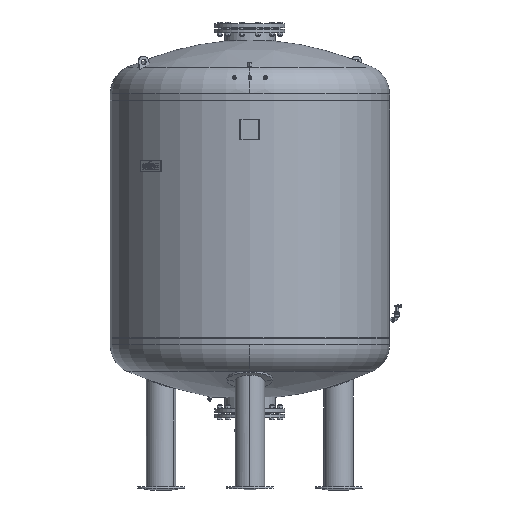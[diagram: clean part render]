
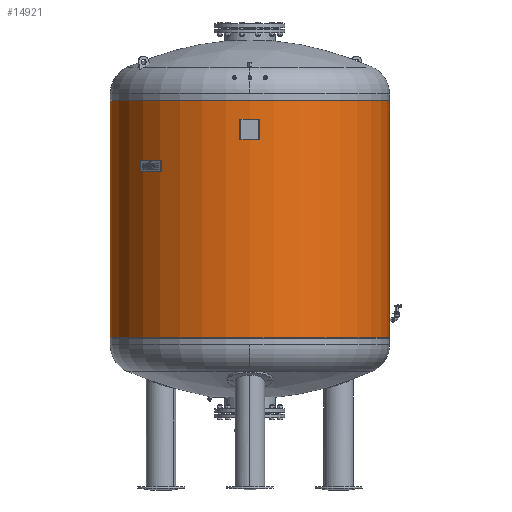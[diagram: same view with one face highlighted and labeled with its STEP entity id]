
A CAD part, front view. The second image highlights one B-rep face of the part: STEP entity #14921.
In plain terms, the highlighted cylindrical face has radius 750 mm (diameter 1500 mm), a partial arc.
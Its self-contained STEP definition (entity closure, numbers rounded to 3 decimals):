
#14880=CARTESIAN_POINT('',(0.,0.0,1781.0));
#14881=DIRECTION('',(0.,0.0,1.0));
#14882=DIRECTION('',(1.0,0.0,0.0));
#14883=AXIS2_PLACEMENT_3D('',#14880,#14881,#14882);
#14884=CYLINDRICAL_SURFACE('',#14883,750.);
#14885=CARTESIAN_POINT('',(750.,0.0,2092.0));
#14886=VERTEX_POINT('',#14885);
#14887=CARTESIAN_POINT('',(750.,0.0,822.));
#14888=VERTEX_POINT('',#14887);
#14889=CARTESIAN_POINT('',(750.,0.0,2092.0));
#14890=DIRECTION('',(0.0,0.0,-1.0));
#14891=VECTOR('',#14890,1270.);
#14892=LINE('',#14889,#14891);
#14893=EDGE_CURVE('',#14886,#14888,#14892,.T.);
#14894=ORIENTED_EDGE('',*,*,#14893,.F.);
#14895=CARTESIAN_POINT('',(-750.,0.,2092.0));
#14896=VERTEX_POINT('',#14895);
#14897=CARTESIAN_POINT('',(0.,0.0,2092.0));
#14898=DIRECTION('',(0.0,0.0,1.0));
#14899=DIRECTION('',(1.0,0.0,0.0));
#14900=AXIS2_PLACEMENT_3D('',#14897,#14898,#14899);
#14901=CIRCLE('',#14900,750.);
#14902=EDGE_CURVE('',#14896,#14886,#14901,.T.);
#14903=ORIENTED_EDGE('',*,*,#14902,.F.);
#14904=CARTESIAN_POINT('',(-750.,0.,822.));
#14905=VERTEX_POINT('',#14904);
#14906=CARTESIAN_POINT('',(-750.,0.,2092.0));
#14907=DIRECTION('',(0.0,0.0,-1.0));
#14908=VECTOR('',#14907,1270.);
#14909=LINE('',#14906,#14908);
#14910=EDGE_CURVE('',#14896,#14905,#14909,.T.);
#14911=ORIENTED_EDGE('',*,*,#14910,.T.);
#14912=CARTESIAN_POINT('',(0.,0.0,822.));
#14913=DIRECTION('',(0.0,0.0,1.0));
#14914=DIRECTION('',(1.0,0.0,0.0));
#14915=AXIS2_PLACEMENT_3D('',#14912,#14913,#14914);
#14916=CIRCLE('',#14915,750.);
#14917=EDGE_CURVE('',#14905,#14888,#14916,.T.);
#14918=ORIENTED_EDGE('',*,*,#14917,.T.);
#14919=EDGE_LOOP('',(#14894,#14903,#14911,#14918));
#14920=FACE_OUTER_BOUND('',#14919,.T.);
#14921=ADVANCED_FACE('',(#14920),#14884,.T.);
